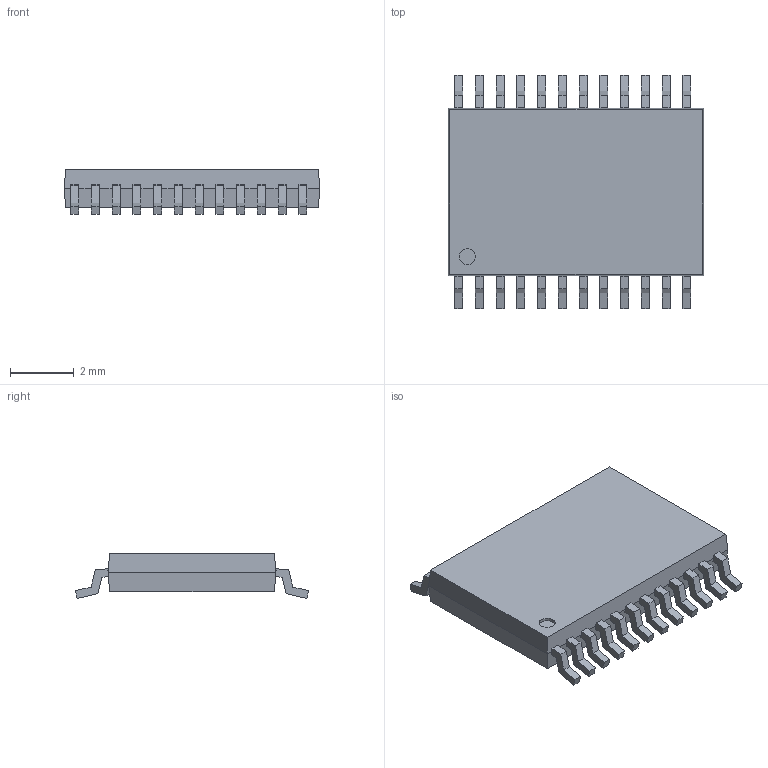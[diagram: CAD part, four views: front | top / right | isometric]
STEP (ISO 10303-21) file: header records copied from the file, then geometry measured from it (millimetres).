
FILE_DESCRIPTION (( 'STEP AP214' ), '1' );
FILE_NAME ('SSOP24.STEP', '2016-02-08T22:49:46', ( '' ), ( '' ), 'SwSTEP 2.0', 'SolidWorks 2016', '' );
FILE_SCHEMA (( 'AUTOMOTIVE_DESIGN' ));
Length unit declared in the file: millimetre
Products named in the file (1): SSOP24
Bounding box: 8 x 7.31 x 1.41 mm (x, y, z)
Volume: 51.9 mm3; surface area: 149.4 mm2
Topology: 1 solids, 1 shells, 253 faces, 698 edges, 448 vertices
Faces by surface type: plane 251, cylinder 2
Entity records: 7854 total; most frequent: CARTESIAN_POINT 1400, ORIENTED_EDGE 1396, DIRECTION 1210, EDGE_CURVE 698, LINE 694, VECTOR 694, VERTEX_POINT 448, AXIS2_PLACEMENT_3D 258
